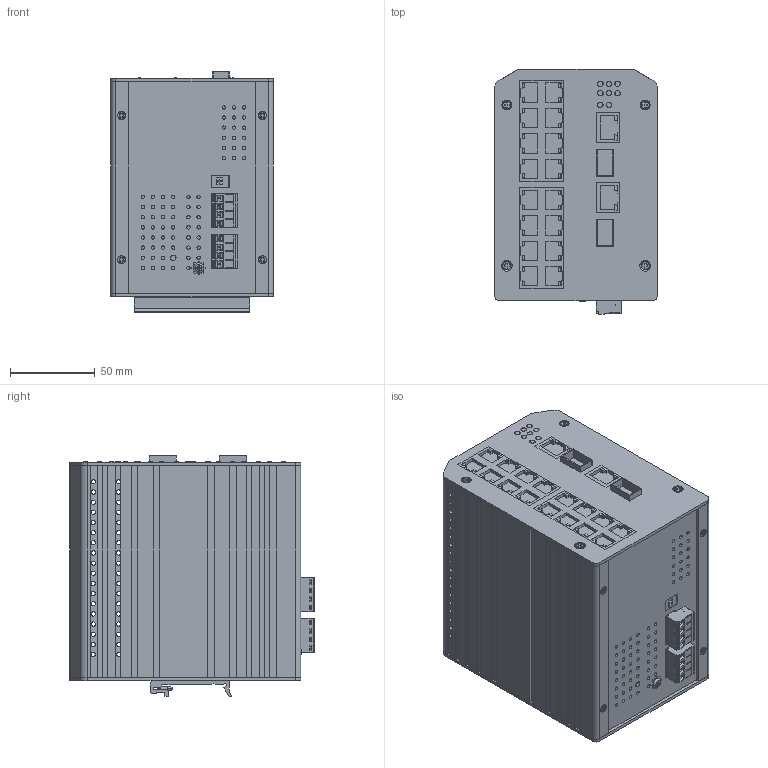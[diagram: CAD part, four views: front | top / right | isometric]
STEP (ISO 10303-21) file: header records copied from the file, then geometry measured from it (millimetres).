
FILE_DESCRIPTION((''),'2;1');
FILE_NAME('JETNET_3018G_V3_ASM','2022-12-30T14:11:28',('SNE'),(''),'CREO PARAMETRIC BY PTC INC, 2016510','CREO PARAMETRIC BY PTC INC, 2016510','');
FILE_SCHEMA(('CONFIG_CONTROL_DESIGN','SHAPE_APPEARANCE_LAYERS_GROUPS'));
Products named in the file (12): JETNET_3018G; SWITCH_2TORGGLE; 5EHDR-04P; SCREW-ROUND-M3-WS-8L; 5ESDV-04P; PCB_ASM_ASM; REAR_PANEL; DINRAIL-5010G; FRONT_PANEL; BOTTOM_COVER; SCREW-FLAT-M3-6L; JETNET_3018G_V3_ASM
Assembly tree (28 placements, depth 3):
  JETNET_3018G_V3_ASM
    PCB_ASM_ASM
      JETNET_3018G
      SWITCH_2TORGGLE
      5EHDR-04P  x2
      SCREW-ROUND-M3-WS-8L
      5ESDV-04P  x2
    REAR_PANEL
    DINRAIL-5010G
    FRONT_PANEL
    BOTTOM_COVER
    SCREW-FLAT-M3-6L  x16
Bounding box: 96 x 144.57 x 142 mm (x, y, z)
Volume: 1617679.2 mm3; surface area: 217558.2 mm2
Topology: 27 solids, 27 shells, 3188 faces, 8684 edges, 5657 vertices
Faces by surface type: plane 2082, cylinder 806, cone 171, torus 96, bspline 31, sphere 2
Entity records: 91393 total; most frequent: CARTESIAN_POINT 18311, ORIENTED_EDGE 11324, DIRECTION 11056, EDGE_CURVE 5662, PRESENTATION_STYLE_ASSIGNMENT 5268, STYLED_ITEM 5210, CURVE_STYLE 4651, VECTOR 3998
